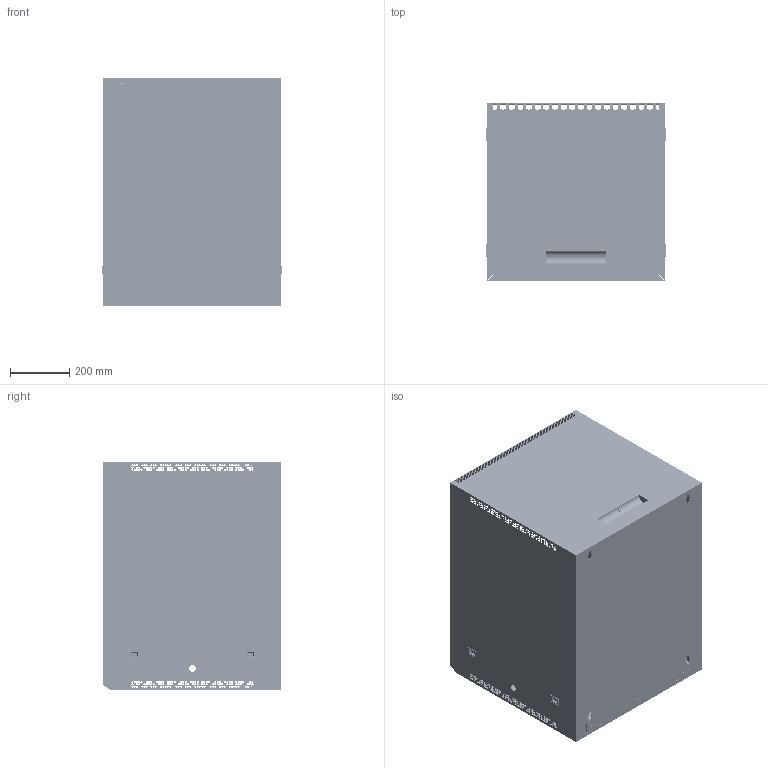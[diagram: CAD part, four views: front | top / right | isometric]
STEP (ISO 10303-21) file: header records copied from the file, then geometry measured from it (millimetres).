
FILE_DESCRIPTION (( 'STEP AP214' ), '1' );
FILE_NAME ('RP00025-15.STEP', '2018-11-27T20:22:06', ( '' ), ( '' ), 'SwSTEP 2.0', 'SolidWorks 2017', '' );
FILE_SCHEMA (( 'AUTOMOTIVE_DESIGN' ));
Length unit declared in the file: inch
Products named in the file (1): RP00025-15
Bounding box: 605.08 x 600 x 770 mm (x, y, z)
Volume: 4435992 mm3; surface area: 4559923.1 mm2
Topology: 22 solids, 22 shells, 3622 faces, 11264 edges, 7406 vertices
Faces by surface type: cylinder 2269, plane 1353
Entity records: 175338 total; most frequent: DIRECTION 23197, CARTESIAN_POINT 22734, ORIENTED_EDGE 22528, EDGE_CURVE 11264, AXIS2_PLACEMENT_3D 8457, VERTEX_POINT 7406, LINE 6283, VECTOR 6283
